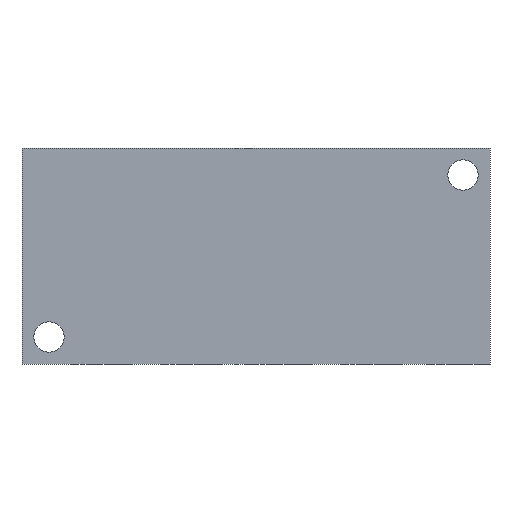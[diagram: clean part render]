
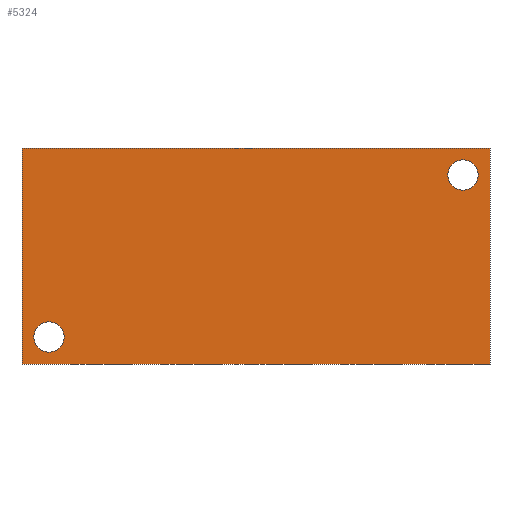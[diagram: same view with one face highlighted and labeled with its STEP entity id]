
A CAD part, front view. The second image highlights one B-rep face of the part: STEP entity #5324.
In plain terms, the highlighted planar face has unit normal (0, -1, 0).
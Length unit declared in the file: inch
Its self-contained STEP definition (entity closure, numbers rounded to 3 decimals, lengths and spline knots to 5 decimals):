
#53=DIRECTION('',(1.,0.,0.));
#54=VECTOR('',#53,6.5);
#55=CARTESIAN_POINT('',(0.,-1.25,0.));
#56=LINE('',#55,#54);
#579=DIRECTION('',(1.,0.,0.));
#580=VECTOR('',#579,6.5);
#581=CARTESIAN_POINT('',(0.,-1.25,3.));
#582=LINE('',#581,#580);
#669=DIRECTION('',(0.,0.,1.));
#670=VECTOR('',#669,3.);
#671=CARTESIAN_POINT('',(6.5,-1.25,0.));
#672=LINE('',#671,#670);
#2353=DIRECTION('',(0.,0.,1.));
#2354=VECTOR('',#2353,3.);
#2355=CARTESIAN_POINT('',(0.,-1.25,0.));
#2356=LINE('',#2355,#2354);
#2357=CARTESIAN_POINT('',(0.375,-1.25,0.375));
#2358=DIRECTION('',(0.,1.,0.));
#2359=DIRECTION('',(0.,0.,-1.));
#2360=AXIS2_PLACEMENT_3D('',#2357,#2358,#2359);
#2362=CARTESIAN_POINT('',(0.375,-1.25,0.375));
#2363=DIRECTION('',(0.,1.,0.));
#2364=DIRECTION('',(0.,0.,1.));
#2365=AXIS2_PLACEMENT_3D('',#2362,#2363,#2364);
#2367=CARTESIAN_POINT('',(6.125,-1.25,2.625));
#2368=DIRECTION('',(0.,1.,0.));
#2369=DIRECTION('',(0.,0.,-1.));
#2370=AXIS2_PLACEMENT_3D('',#2367,#2368,#2369);
#2372=CARTESIAN_POINT('',(6.125,-1.25,2.625));
#2373=DIRECTION('',(0.,1.,0.));
#2374=DIRECTION('',(0.,0.,1.));
#2375=AXIS2_PLACEMENT_3D('',#2372,#2373,#2374);
#2476=CARTESIAN_POINT('',(0.,-1.25,0.));
#2478=VERTEX_POINT('',#2476);
#2479=CARTESIAN_POINT('',(6.5,-1.25,0.));
#2480=VERTEX_POINT('',#2479);
#2484=CARTESIAN_POINT('',(0.,-1.25,3.));
#2486=VERTEX_POINT('',#2484);
#2487=CARTESIAN_POINT('',(6.5,-1.25,3.));
#2488=VERTEX_POINT('',#2487);
#2721=CARTESIAN_POINT('',(0.375,-1.25,0.164));
#2722=CARTESIAN_POINT('',(0.375,-1.25,0.586));
#2723=VERTEX_POINT('',#2721);
#2724=VERTEX_POINT('',#2722);
#2729=CARTESIAN_POINT('',(6.125,-1.25,2.414));
#2730=CARTESIAN_POINT('',(6.125,-1.25,2.836));
#2731=VERTEX_POINT('',#2729);
#2732=VERTEX_POINT('',#2730);
#5301=CARTESIAN_POINT('',(0.,-1.25,0.));
#5302=DIRECTION('',(0.,-1.,0.));
#5303=DIRECTION('',(1.,0.,0.));
#5304=AXIS2_PLACEMENT_3D('',#5301,#5302,#5303);
#5305=PLANE('',#5304);
#5306=ORIENTED_EDGE('',*,*,#2916,.F.);
#5307=ORIENTED_EDGE('',*,*,#3538,.T.);
#5308=ORIENTED_EDGE('',*,*,#3502,.T.);
#5309=ORIENTED_EDGE('',*,*,#3584,.F.);
#5310=EDGE_LOOP('',(#5306,#5307,#5308,#5309));
#5311=FACE_OUTER_BOUND('',#5310,.F.);
#5313=ORIENTED_EDGE('',*,*,#5312,.F.);
#5315=ORIENTED_EDGE('',*,*,#5314,.F.);
#5316=EDGE_LOOP('',(#5313,#5315));
#5317=FACE_BOUND('',#5316,.F.);
#5319=ORIENTED_EDGE('',*,*,#5318,.F.);
#5321=ORIENTED_EDGE('',*,*,#5320,.F.);
#5322=EDGE_LOOP('',(#5319,#5321));
#5323=FACE_BOUND('',#5322,.F.);
#5324=ADVANCED_FACE('',(#5311,#5317,#5323),#5305,.T.);
#2361=CIRCLE('',#2360,0.211);
#2366=CIRCLE('',#2365,0.211);
#2371=CIRCLE('',#2370,0.211);
#2376=CIRCLE('',#2375,0.211);
#2916=EDGE_CURVE('',#2478,#2480,#56,.T.);
#3502=EDGE_CURVE('',#2486,#2488,#582,.T.);
#3538=EDGE_CURVE('',#2478,#2486,#2356,.T.);
#3584=EDGE_CURVE('',#2480,#2488,#672,.T.);
#5312=EDGE_CURVE('',#2723,#2724,#2361,.T.);
#5314=EDGE_CURVE('',#2724,#2723,#2366,.T.);
#5318=EDGE_CURVE('',#2731,#2732,#2371,.T.);
#5320=EDGE_CURVE('',#2732,#2731,#2376,.T.);
